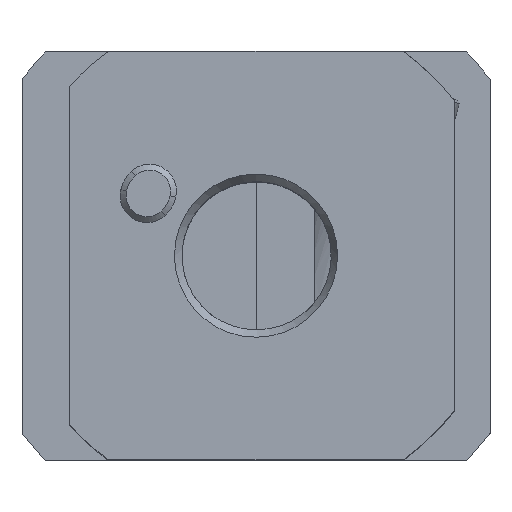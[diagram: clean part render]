
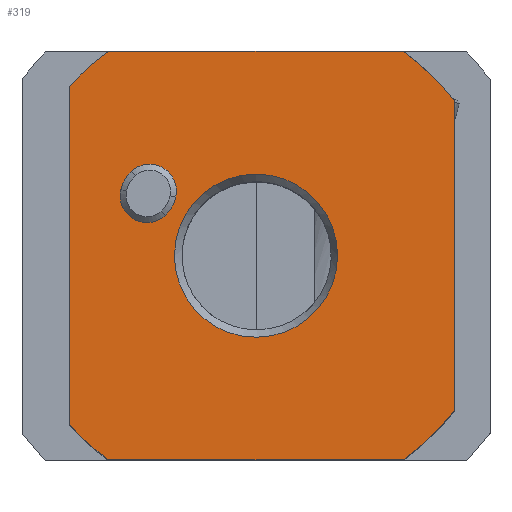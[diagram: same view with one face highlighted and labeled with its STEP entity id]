
A CAD part, top view. The second image highlights one B-rep face of the part: STEP entity #319.
In plain terms, the highlighted planar face has unit normal (0, 0, 1).
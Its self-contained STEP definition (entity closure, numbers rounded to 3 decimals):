
#319=ADVANCED_FACE('',(#772,#773,#774),#444,.T.);
#444=PLANE('',#2154);
#510=LINE('',#2965,#641);
#511=LINE('',#2969,#642);
#512=LINE('',#2973,#643);
#513=LINE('',#2977,#644);
#641=VECTOR('',#2378,1.);
#642=VECTOR('',#2381,1.);
#643=VECTOR('',#2384,1.);
#644=VECTOR('',#2387,1.);
#772=FACE_BOUND('',#853,.T.);
#773=FACE_BOUND('',#854,.T.);
#774=FACE_BOUND('',#855,.T.);
#853=EDGE_LOOP('',(#1023));
#854=EDGE_LOOP('',(#1024,#1025,#1026,#1027,#1028,#1029,#1030,#1031));
#855=EDGE_LOOP('',(#1032,#1033,#1034,#1035));
#1023=ORIENTED_EDGE('',*,*,#1782,.T.);
#1024=ORIENTED_EDGE('',*,*,#1783,.F.);
#1025=ORIENTED_EDGE('',*,*,#1784,.F.);
#1026=ORIENTED_EDGE('',*,*,#1785,.F.);
#1027=ORIENTED_EDGE('',*,*,#1786,.T.);
#1028=ORIENTED_EDGE('',*,*,#1787,.F.);
#1029=ORIENTED_EDGE('',*,*,#1788,.T.);
#1030=ORIENTED_EDGE('',*,*,#1789,.F.);
#1031=ORIENTED_EDGE('',*,*,#1790,.F.);
#1032=ORIENTED_EDGE('',*,*,#1791,.T.);
#1033=ORIENTED_EDGE('',*,*,#1792,.T.);
#1034=ORIENTED_EDGE('',*,*,#1793,.T.);
#1035=ORIENTED_EDGE('',*,*,#1794,.T.);
#1581=VERTEX_POINT('',#2961);
#1582=VERTEX_POINT('',#2963);
#1583=VERTEX_POINT('',#2964);
#1584=VERTEX_POINT('',#2966);
#1585=VERTEX_POINT('',#2968);
#1586=VERTEX_POINT('',#2970);
#1587=VERTEX_POINT('',#2972);
#1588=VERTEX_POINT('',#2974);
#1589=VERTEX_POINT('',#2976);
#1590=VERTEX_POINT('',#2979);
#1591=VERTEX_POINT('',#2980);
#1592=VERTEX_POINT('',#2982);
#1593=VERTEX_POINT('',#2984);
#1782=EDGE_CURVE('',#1581,#1581,#2061,.T.);
#1783=EDGE_CURVE('',#1582,#1583,#2062,.T.);
#1784=EDGE_CURVE('',#1584,#1582,#510,.T.);
#1785=EDGE_CURVE('',#1585,#1584,#2063,.T.);
#1786=EDGE_CURVE('',#1585,#1586,#511,.T.);
#1787=EDGE_CURVE('',#1587,#1586,#2064,.T.);
#1788=EDGE_CURVE('',#1587,#1588,#512,.T.);
#1789=EDGE_CURVE('',#1589,#1588,#2065,.T.);
#1790=EDGE_CURVE('',#1583,#1589,#513,.T.);
#1791=EDGE_CURVE('',#1590,#1591,#2066,.T.);
#1792=EDGE_CURVE('',#1591,#1592,#2067,.T.);
#1793=EDGE_CURVE('',#1592,#1593,#2068,.T.);
#1794=EDGE_CURVE('',#1593,#1590,#2069,.T.);
#2061=CIRCLE('',#2145,13.77);
#2062=CIRCLE('',#2146,42.5);
#2063=CIRCLE('',#2147,42.5);
#2064=CIRCLE('',#2148,42.5);
#2065=CIRCLE('',#2149,42.5);
#2066=CIRCLE('',#2150,6.1);
#2067=CIRCLE('',#2151,4.531);
#2068=CIRCLE('',#2152,6.1);
#2069=CIRCLE('',#2153,4.531);
#2145=AXIS2_PLACEMENT_3D('',#2960,#2374,#2375);
#2146=AXIS2_PLACEMENT_3D('',#2962,#2376,#2377);
#2147=AXIS2_PLACEMENT_3D('',#2967,#2379,#2380);
#2148=AXIS2_PLACEMENT_3D('',#2971,#2382,#2383);
#2149=AXIS2_PLACEMENT_3D('',#2975,#2385,#2386);
#2150=AXIS2_PLACEMENT_3D('',#2978,#2388,#2389);
#2151=AXIS2_PLACEMENT_3D('',#2981,#2390,#2391);
#2152=AXIS2_PLACEMENT_3D('',#2983,#2392,#2393);
#2153=AXIS2_PLACEMENT_3D('',#2985,#2394,#2395);
#2154=AXIS2_PLACEMENT_3D('',#2986,#2396,#2397);
#2374=DIRECTION('',(0.,0.,-1.));
#2375=DIRECTION('',(1.,0.,0.));
#2376=DIRECTION('',(0.,0.,-1.));
#2377=DIRECTION('',(1.,0.,0.));
#2378=DIRECTION('',(0.,-1.,0.));
#2379=DIRECTION('',(0.,0.,-1.));
#2380=DIRECTION('',(1.,0.,0.));
#2381=DIRECTION('',(-1.,0.,0.));
#2382=DIRECTION('',(0.,0.,-1.));
#2383=DIRECTION('',(1.,0.,0.));
#2384=DIRECTION('',(0.,-1.,0.));
#2385=DIRECTION('',(0.,0.,-1.));
#2386=DIRECTION('',(1.,0.,0.));
#2387=DIRECTION('',(-1.,0.,0.));
#2388=DIRECTION('',(0.,0.,-1.));
#2389=DIRECTION('',(0.5,0.866,0.));
#2390=DIRECTION('',(0.,0.,-1.));
#2391=DIRECTION('',(0.5,0.866,0.));
#2392=DIRECTION('',(0.,0.,-1.));
#2393=DIRECTION('',(0.5,0.866,0.));
#2394=DIRECTION('',(0.,0.,-1.));
#2395=DIRECTION('',(0.5,0.866,0.));
#2396=DIRECTION('',(0.,0.,1.));
#2397=DIRECTION('',(-1.,0.,0.));
#2960=CARTESIAN_POINT('',(0.,0.,65.));
#2961=CARTESIAN_POINT('',(13.77,0.,65.));
#2962=CARTESIAN_POINT('',(0.,0.,65.));
#2963=CARTESIAN_POINT('',(33.5,-26.153,65.));
#2964=CARTESIAN_POINT('',(24.861,-34.47,65.));
#2965=CARTESIAN_POINT('',(33.5,34.5,65.));
#2966=CARTESIAN_POINT('',(33.5,26.153,65.));
#2967=CARTESIAN_POINT('',(0.,0.,65.));
#2968=CARTESIAN_POINT('',(24.819,34.5,65.));
#2969=CARTESIAN_POINT('',(39.5,34.5,65.));
#2970=CARTESIAN_POINT('',(-24.819,34.5,65.));
#2971=CARTESIAN_POINT('',(0.,0.,65.));
#2972=CARTESIAN_POINT('',(-31.5,28.531,65.));
#2973=CARTESIAN_POINT('',(-31.5,34.5,65.));
#2974=CARTESIAN_POINT('',(-31.5,-28.531,65.));
#2975=CARTESIAN_POINT('',(0.,0.,65.));
#2976=CARTESIAN_POINT('',(-24.861,-34.47,65.));
#2977=CARTESIAN_POINT('',(-39.5,-34.47,65.));
#2978=CARTESIAN_POINT('',(-16.887,9.75,65.));
#2979=CARTESIAN_POINT('',(-22.831,11.123,65.));
#2980=CARTESIAN_POINT('',(-21.048,14.211,65.));
#2981=CARTESIAN_POINT('',(-17.957,10.897,65.));
#2982=CARTESIAN_POINT('',(-13.542,9.877,65.));
#2983=CARTESIAN_POINT('',(-19.486,11.25,65.));
#2984=CARTESIAN_POINT('',(-15.325,6.789,65.));
#2985=CARTESIAN_POINT('',(-18.416,10.103,65.));
#2986=CARTESIAN_POINT('',(-39.5,34.5,65.));
